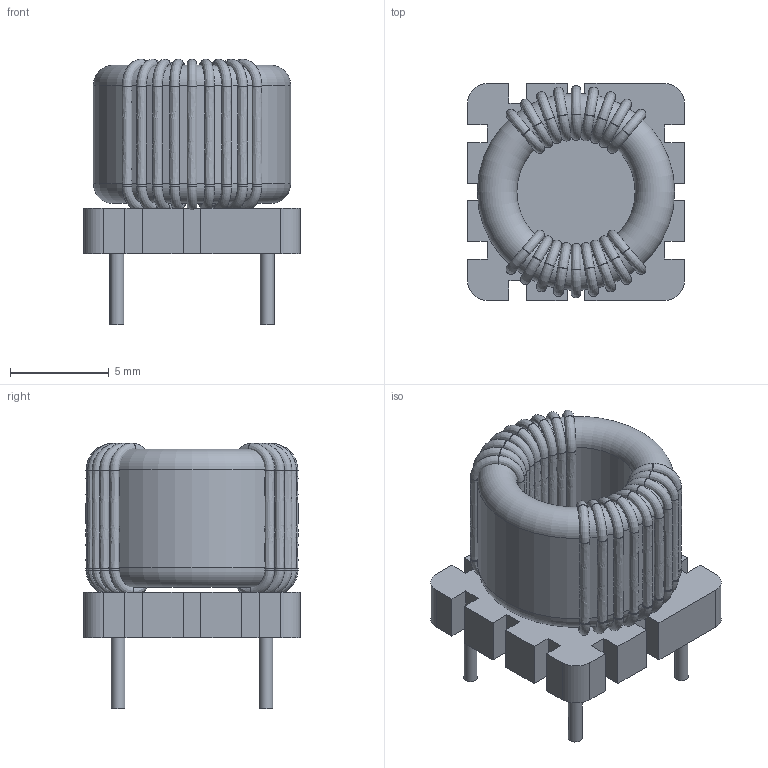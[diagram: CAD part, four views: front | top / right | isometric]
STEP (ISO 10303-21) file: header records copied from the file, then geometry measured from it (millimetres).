
FILE_DESCRIPTION(/* description */ (''),/* implementation_level */ '2;1');
FILE_NAME(/* name */ 'IND_TRACO_TCK-048.stp',/* time_stamp */ '2016-01-28T15:19:36+01:00',/* author */ ('riccim'),/* organization */ (''),/* preprocessor_version */ 'ST-DEVELOPER v15.5',/* originating_system */ 'AutoCAD Mechanical',/* authorisation */ '');
FILE_SCHEMA (('AUTOMOTIVE_DESIGN { 1 0 10303 214 3 1 1 }'));
Length unit declared in the file: millimetre
Products named in the file (1): Product
Bounding box: 11 x 11 x 13.46 mm (x, y, z)
Volume: 651.6 mm3; surface area: 1292.1 mm2
Topology: 24 solids, 24 shells, 264 faces, 578 edges, 324 vertices
Faces by surface type: bspline 162, plane 90, cylinder 10, torus 2
Full cylindrical faces by diameter (mm): 0.7 x4, 6 x1, 10 x1
Entity records: 20315 total; most frequent: CARTESIAN_POINT 15865, ORIENTED_EDGE 1140, EDGE_CURVE 570, B_SPLINE_CURVE_WITH_KNOTS 414, DIRECTION 382, VERTEX_POINT 324, EDGE_LOOP 272, FACE_OUTER_BOUND 264
